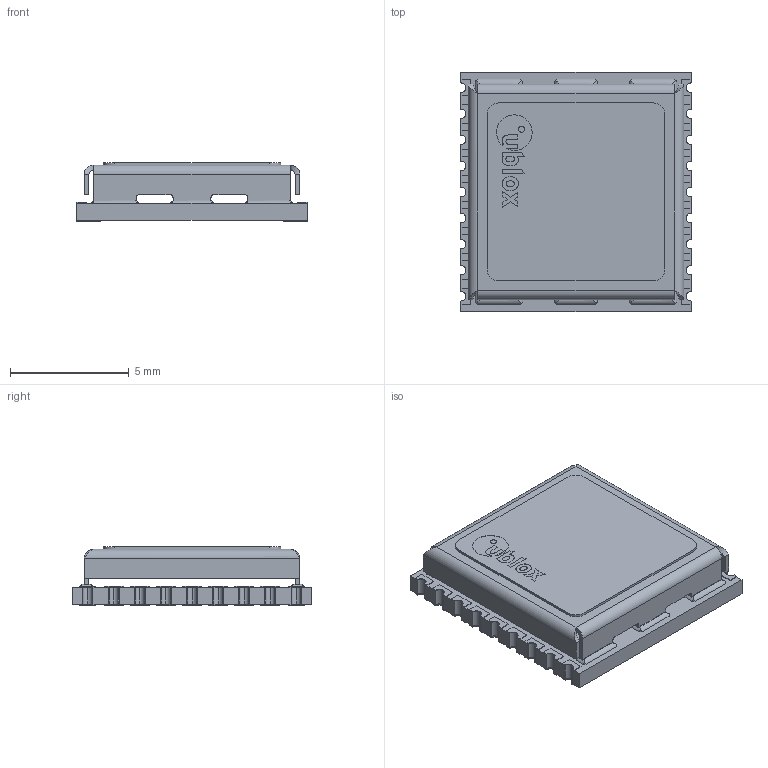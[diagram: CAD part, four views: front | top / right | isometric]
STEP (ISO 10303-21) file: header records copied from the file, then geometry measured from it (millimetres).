
FILE_DESCRIPTION(('FreeCAD Model'),'2;1');
FILE_NAME( 'ublox_MAX.step', '2020-03-16T17:13:18',('Author'),(''), 'Open CASCADE STEP processor 7.3','FreeCAD','Unknown');
FILE_SCHEMA(('AUTOMOTIVE_DESIGN { 1 0 10303 214 1 1 1 1 }'));
Length unit declared in the file: millimetre
Products named in the file (32): u-blox_MAX_label_Default; u-blox_MAX_label_Default003; u-blox_MAX_label_Default001; u-blox_MAX_label_Default002; u-blox_MAX_label_Default004; u-blox_MAX_label_Default005; Shield; MAX_PCB; MAX_PCB003; MAX_PCB013; MAX_PCB008; MAX_PCB019; MAX_PCB009; MAX_PCB005; MAX_PCB014; MAX_PCB023; MAX_PCB024; MAX_PCB015; MAX_PCB018; MAX_PCB012; MAX_PCB007; MAX_PCB004; MAX_PCB006; MAX_PCB020; MAX_PCB011; MAX_PCB021; MAX_PCB002; MAX_PCB010; MAX_PCB016; MAX_PCB001; MAX_PCB022; MAX_PCB017
Bounding box: 9.7 x 10.1 x 2.47 mm (x, y, z)
Volume: 100.9 mm3; surface area: 660 mm2
Topology: 32 solids, 32 shells, 539 faces, 1393 edges, 918 vertices
Faces by surface type: plane 364, cylinder 127, bspline 48
Entity records: 19799 total; most frequent: CARTESIAN_POINT 3751, ORIENTED_EDGE 2786, DIRECTION 2399, EDGE_CURVE 1393, LINE 1019, VECTOR 1019, VERTEX_POINT 918, AXIS2_PLACEMENT_3D 690
